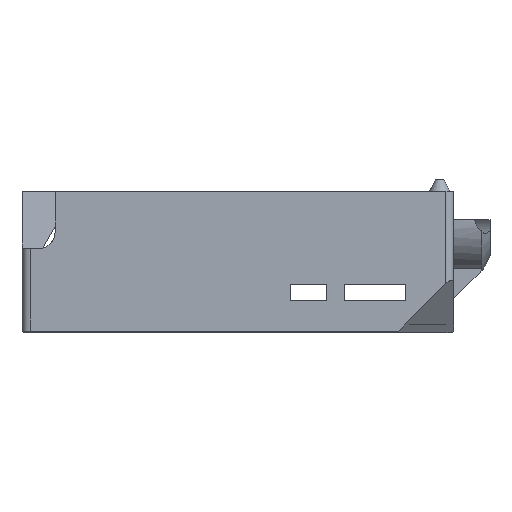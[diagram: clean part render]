
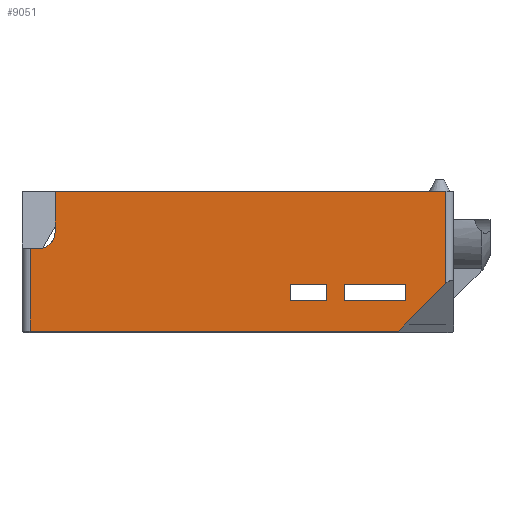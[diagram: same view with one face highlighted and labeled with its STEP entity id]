
A CAD part, left-side view. The second image highlights one B-rep face of the part: STEP entity #9051.
In plain terms, the highlighted planar face has unit normal (-1, 0, 0).
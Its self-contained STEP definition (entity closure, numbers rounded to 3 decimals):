
#226=FACE_BOUND('',#1348,.T.);
#227=FACE_BOUND('',#1349,.T.);
#312=CIRCLE('',#9551,4.1);
#783=FACE_OUTER_BOUND('',#1347,.T.);
#1347=EDGE_LOOP('',(#8046,#8047,#8048,#8049,#8050,#8051,#8052,#8053));
#1348=EDGE_LOOP('',(#8054,#8055,#8056,#8057));
#1349=EDGE_LOOP('',(#8058,#8059,#8060,#8061));
#2178=LINE('',#13695,#3283);
#2190=LINE('',#13725,#3295);
#2193=LINE('',#13730,#3298);
#2195=LINE('',#13734,#3300);
#2196=LINE('',#13736,#3301);
#2198=LINE('',#13741,#3303);
#2201=LINE('',#13746,#3306);
#2203=LINE('',#13750,#3308);
#2204=LINE('',#13752,#3309);
#2267=LINE('',#13923,#3372);
#2353=LINE('',#14143,#3458);
#2354=LINE('',#14145,#3459);
#2455=LINE('',#14695,#3560);
#2458=LINE('',#14700,#3563);
#2459=LINE('',#14701,#3564);
#3283=VECTOR('',#11094,10.);
#3295=VECTOR('',#11118,10.);
#3298=VECTOR('',#11123,10.);
#3300=VECTOR('',#11127,10.);
#3301=VECTOR('',#11130,10.);
#3303=VECTOR('',#11134,10.);
#3306=VECTOR('',#11139,10.);
#3308=VECTOR('',#11143,10.);
#3309=VECTOR('',#11146,10.);
#3372=VECTOR('',#11293,10.);
#3458=VECTOR('',#11523,10.);
#3459=VECTOR('',#11526,10.);
#3560=VECTOR('',#11785,10.);
#3563=VECTOR('',#11792,10.);
#3564=VECTOR('',#11793,10.);
#4202=VERTEX_POINT('',#13692);
#4203=VERTEX_POINT('',#13694);
#4214=VERTEX_POINT('',#13722);
#4215=VERTEX_POINT('',#13724);
#4216=VERTEX_POINT('',#13728);
#4217=VERTEX_POINT('',#13732);
#4218=VERTEX_POINT('',#13738);
#4219=VERTEX_POINT('',#13740);
#4220=VERTEX_POINT('',#13744);
#4221=VERTEX_POINT('',#13748);
#4264=VERTEX_POINT('',#13885);
#4265=VERTEX_POINT('',#13922);
#4326=VERTEX_POINT('',#14137);
#4327=VERTEX_POINT('',#14139);
#4415=VERTEX_POINT('',#14687);
#4418=VERTEX_POINT('',#14693);
#5283=EDGE_CURVE('',#4203,#4202,#2178,.T.);
#5298=EDGE_CURVE('',#4215,#4214,#2190,.T.);
#5301=EDGE_CURVE('',#4214,#4216,#2193,.T.);
#5303=EDGE_CURVE('',#4216,#4217,#2195,.T.);
#5304=EDGE_CURVE('',#4217,#4215,#2196,.T.);
#5306=EDGE_CURVE('',#4219,#4218,#2198,.T.);
#5309=EDGE_CURVE('',#4218,#4220,#2201,.T.);
#5311=EDGE_CURVE('',#4220,#4221,#2203,.T.);
#5312=EDGE_CURVE('',#4221,#4219,#2204,.T.);
#5389=EDGE_CURVE('',#4264,#4265,#2267,.T.);
#5496=EDGE_CURVE('',#4326,#4327,#312,.T.);
#5498=EDGE_CURVE('',#4265,#4326,#2353,.T.);
#5499=EDGE_CURVE('',#4327,#4202,#2354,.T.);
#5645=EDGE_CURVE('',#4418,#4415,#2455,.T.);
#5648=EDGE_CURVE('',#4415,#4264,#2458,.T.);
#5649=EDGE_CURVE('',#4203,#4418,#2459,.T.);
#8046=ORIENTED_EDGE('',*,*,#5648,.F.);
#8047=ORIENTED_EDGE('',*,*,#5645,.F.);
#8048=ORIENTED_EDGE('',*,*,#5649,.F.);
#8049=ORIENTED_EDGE('',*,*,#5283,.T.);
#8050=ORIENTED_EDGE('',*,*,#5499,.F.);
#8051=ORIENTED_EDGE('',*,*,#5496,.F.);
#8052=ORIENTED_EDGE('',*,*,#5498,.F.);
#8053=ORIENTED_EDGE('',*,*,#5389,.F.);
#8054=ORIENTED_EDGE('',*,*,#5298,.T.);
#8055=ORIENTED_EDGE('',*,*,#5301,.T.);
#8056=ORIENTED_EDGE('',*,*,#5303,.T.);
#8057=ORIENTED_EDGE('',*,*,#5304,.T.);
#8058=ORIENTED_EDGE('',*,*,#5306,.T.);
#8059=ORIENTED_EDGE('',*,*,#5309,.T.);
#8060=ORIENTED_EDGE('',*,*,#5311,.T.);
#8061=ORIENTED_EDGE('',*,*,#5312,.T.);
#8621=PLANE('',#9634);
#9051=ADVANCED_FACE('',(#783,#226,#227),#8621,.F.);
#9551=AXIS2_PLACEMENT_3D('',#14140,#11518,#11519);
#9634=AXIS2_PLACEMENT_3D('',#14699,#11790,#11791);
#11094=DIRECTION('',(0.,1.,0.));
#11118=DIRECTION('',(0.,0.,1.));
#11123=DIRECTION('',(0.,-1.,0.));
#11127=DIRECTION('',(0.,0.,-1.));
#11130=DIRECTION('',(0.,1.,0.));
#11134=DIRECTION('',(0.,0.,1.));
#11139=DIRECTION('',(0.,-1.,0.));
#11143=DIRECTION('',(0.,0.,-1.));
#11146=DIRECTION('',(0.,1.,0.));
#11293=DIRECTION('',(0.,0.,1.));
#11518=DIRECTION('center_axis',(-1.,0.,0.));
#11519=DIRECTION('ref_axis',(0.,1.,0.));
#11523=DIRECTION('',(0.,-1.,0.));
#11526=DIRECTION('',(0.,0.,1.));
#11785=DIRECTION('',(0.,0.707,-0.707));
#11790=DIRECTION('center_axis',(1.,0.,0.));
#11791=DIRECTION('ref_axis',(0.,1.,0.));
#11792=DIRECTION('',(0.,1.,0.));
#11793=DIRECTION('',(0.,0.,-1.));
#13692=CARTESIAN_POINT('',(0.,-8.2,35.));
#13694=CARTESIAN_POINT('',(0.,-105.,35.));
#13695=CARTESIAN_POINT('',(0.,-92.,35.));
#13722=CARTESIAN_POINT('',(0.,-66.55,12.));
#13724=CARTESIAN_POINT('',(0.,-66.55,8.));
#13725=CARTESIAN_POINT('',(0.,-66.55,6.));
#13728=CARTESIAN_POINT('',(0.,-75.55,12.));
#13730=CARTESIAN_POINT('',(0.,-91.275,12.));
#13732=CARTESIAN_POINT('',(0.,-75.55,8.));
#13734=CARTESIAN_POINT('',(0.,-75.55,4.));
#13736=CARTESIAN_POINT('',(0.,-86.775,8.));
#13738=CARTESIAN_POINT('',(0.,-79.85,12.));
#13740=CARTESIAN_POINT('',(0.,-79.85,8.));
#13741=CARTESIAN_POINT('',(0.,-79.85,6.));
#13744=CARTESIAN_POINT('',(0.,-95.05,12.));
#13746=CARTESIAN_POINT('',(0.,-101.025,12.));
#13748=CARTESIAN_POINT('',(0.,-95.05,8.));
#13750=CARTESIAN_POINT('',(0.,-95.05,4.));
#13752=CARTESIAN_POINT('',(0.,-93.425,8.));
#13885=CARTESIAN_POINT('',(0.,-2.,0.4));
#13922=CARTESIAN_POINT('',(0.,-2.,20.8));
#13923=CARTESIAN_POINT('',(0.,-2.,0.));
#14137=CARTESIAN_POINT('',(0.,-4.1,20.8));
#14139=CARTESIAN_POINT('',(0.,-8.2,24.9));
#14140=CARTESIAN_POINT('Origin',(0.,-4.1,24.9));
#14143=CARTESIAN_POINT('',(0.,-46.,20.8));
#14145=CARTESIAN_POINT('',(0.,-8.2,12.45));
#14687=CARTESIAN_POINT('',(0.,-93.258,0.4));
#14693=CARTESIAN_POINT('',(0.,-105.,12.142));
#14695=CARTESIAN_POINT('',(0.,-94.304,1.446));
#14699=CARTESIAN_POINT('Origin',(0.,-107.,0.));
#14700=CARTESIAN_POINT('',(0.,-67.5,0.4));
#14701=CARTESIAN_POINT('',(0.,-105.,1.));
